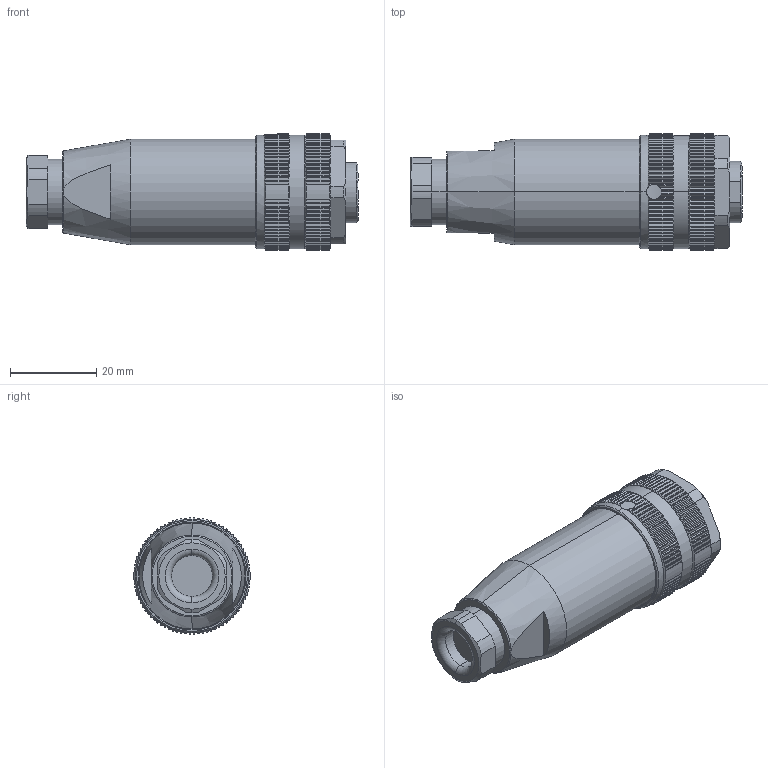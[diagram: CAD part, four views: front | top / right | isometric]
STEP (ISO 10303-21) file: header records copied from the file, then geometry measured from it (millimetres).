
FILE_DESCRIPTION((''),'2;1');
FILE_NAME('CAD-8892','2023-11-30T08:03:42',('creinig-se'),(''),'CREO PARAMETRIC BY PTC INC, 2022284','CREO PARAMETRIC BY PTC INC, 2022284','');
FILE_SCHEMA(('CONFIG_CONTROL_DESIGN','SHAPE_APPEARANCE_LAYERS_GROUPS'));
Length unit declared in the file: millimetre
Products named in the file (1): CAD-8892
Bounding box: 77 x 26.98 x 26.99 mm (x, y, z)
Volume: 31474.2 mm3; surface area: 8027 mm2
Topology: 1 solids, 1 shells, 947 faces, 2454 edges, 1529 vertices
Faces by surface type: plane 510, cylinder 215, cone 210, torus 12
Entity records: 38344 total; most frequent: CARTESIAN_POINT 7841, ORIENTED_EDGE 4908, DIRECTION 4518, PRESENTATION_STYLE_ASSIGNMENT 2507, STYLED_ITEM 2455, CURVE_STYLE 2454, EDGE_CURVE 2454, AXIS2_PLACEMENT_3D 1781
